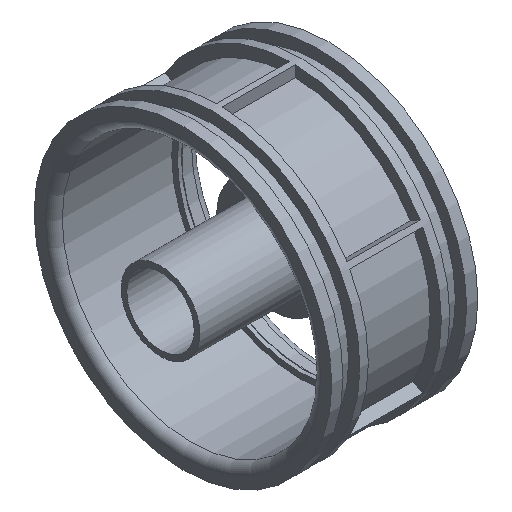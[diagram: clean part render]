
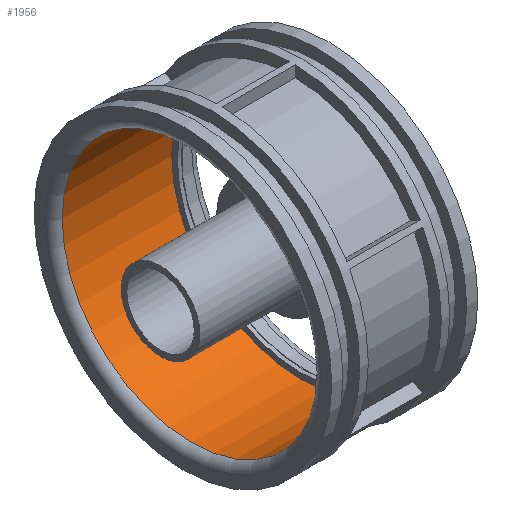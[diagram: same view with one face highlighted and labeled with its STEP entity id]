
A CAD part, isometric view. The second image highlights one B-rep face of the part: STEP entity #1956.
In plain terms, the highlighted cylindrical face has radius 23 mm (diameter 46 mm), a full revolution.
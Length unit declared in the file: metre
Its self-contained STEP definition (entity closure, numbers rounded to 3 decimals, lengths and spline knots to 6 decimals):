
#401=ORIENTED_EDGE('',*,*,#944,.T.);
#402=ORIENTED_EDGE('',*,*,#945,.F.);
#944=EDGE_CURVE('',#1216,#1216,#1391,.T.);
#945=EDGE_CURVE('',#1217,#1217,#1392,.F.);
#1216=VERTEX_POINT('',#3692);
#1217=VERTEX_POINT('',#3694);
#1391=CIRCLE('',#2801,0.023);
#1392=CIRCLE('',#2802,0.023);
#1500=EDGE_LOOP('',(#401));
#1501=EDGE_LOOP('',(#402));
#1657=FACE_BOUND('',#1500,.T.);
#1658=FACE_BOUND('',#1501,.T.);
#1808=CYLINDRICAL_SURFACE('',#2800,0.023);
#1956=ADVANCED_FACE('',(#1657,#1658),#1808,.F.);
#2800=AXIS2_PLACEMENT_3D('',#3690,#3071,#3072);
#2801=AXIS2_PLACEMENT_3D('',#3691,#3073,#3074);
#2802=AXIS2_PLACEMENT_3D('',#3693,#3075,#3076);
#3071=DIRECTION('',(-1.,0.,0.));
#3072=DIRECTION('',(0.,-1.,0.));
#3073=DIRECTION('',(-1.,0.,0.));
#3074=DIRECTION('',(0.,-1.,0.));
#3075=DIRECTION('',(1.,0.,0.));
#3076=DIRECTION('',(0.,1.,0.));
#3690=CARTESIAN_POINT('',(-0.004022,-0.053,-0.00508));
#3691=CARTESIAN_POINT('',(-0.002522,-0.053,-0.00508));
#3692=CARTESIAN_POINT('',(-0.002522,-0.076,-0.00508));
#3693=CARTESIAN_POINT('',(0.016978,-0.053,-0.00508));
#3694=CARTESIAN_POINT('',(0.016978,-0.03,-0.00508));
